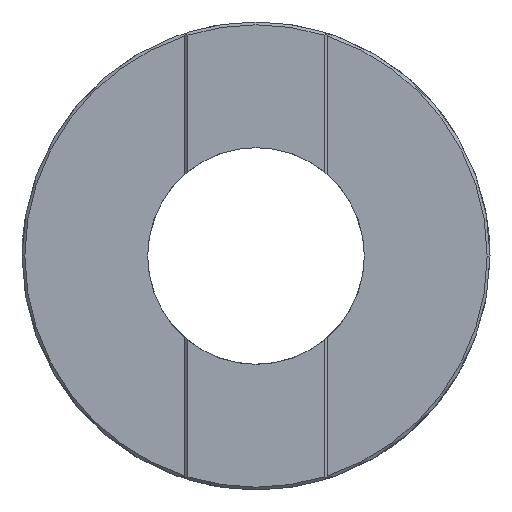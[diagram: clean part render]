
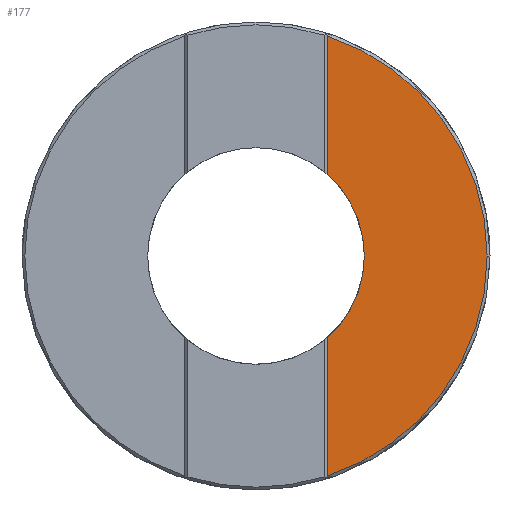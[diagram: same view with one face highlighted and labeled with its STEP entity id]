
A CAD part, left-side view. The second image highlights one B-rep face of the part: STEP entity #177.
In plain terms, the highlighted planar face has unit normal (-1, 0, 0).
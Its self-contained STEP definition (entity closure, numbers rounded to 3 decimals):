
#5 = CARTESIAN_POINT ( 'NONE',  ( 32.994, -9.525, 0. ) ) ;
#8 = LINE ( 'NONE', #690, #13 ) ;
#12 = VECTOR ( 'NONE', #603, 1000. ) ;
#13 = VECTOR ( 'NONE', #695, 1000. ) ;
#24 = LINE ( 'NONE', #582, #12 ) ;
#144 = FACE_OUTER_BOUND ( 'NONE', #1753, .T. ) ;
#177 = ADVANCED_FACE ( 'NONE', ( #144 ), #1287, .T. ) ;
#227 = AXIS2_PLACEMENT_3D ( 'NONE', #351, #1155, #356 ) ;
#276 = VERTEX_POINT ( 'NONE', #549 ) ;
#351 = CARTESIAN_POINT ( 'NONE',  ( 32.994, 0., 0. ) ) ;
#356 = DIRECTION ( 'NONE',  ( 0., -1., 0. ) ) ;
#431 = VERTEX_POINT ( 'NONE', #596 ) ;
#481 = EDGE_CURVE ( 'NONE', #590, #1756, #24, .T. ) ;
#546 = VERTEX_POINT ( 'NONE', #607 ) ;
#549 = CARTESIAN_POINT ( 'NONE',  ( 32.994, -20.32, 0. ) ) ;
#582 = CARTESIAN_POINT ( 'NONE',  ( 32.994, -6.261, -19.331 ) ) ;
#590 = VERTEX_POINT ( 'NONE', #625 ) ;
#596 = CARTESIAN_POINT ( 'NONE',  ( 32.994, -6.261, 7.178 ) ) ;
#603 = DIRECTION ( 'NONE',  ( 0., 0., 1. ) ) ;
#607 = CARTESIAN_POINT ( 'NONE',  ( 32.994, -6.261, 19.331 ) ) ;
#625 = CARTESIAN_POINT ( 'NONE',  ( 32.994, -6.261, -19.331 ) ) ;
#690 = CARTESIAN_POINT ( 'NONE',  ( 32.994, -6.261, -19.331 ) ) ;
#695 = DIRECTION ( 'NONE',  ( 0., 0., 1. ) ) ;
#709 = EDGE_CURVE ( 'NONE', #431, #546, #8, .T. ) ;
#750 = ORIENTED_EDGE ( 'NONE', *, *, #709, .F. ) ;
#751 = ORIENTED_EDGE ( 'NONE', *, *, #1653, .F. ) ;
#752 = CARTESIAN_POINT ( 'NONE',  ( 32.994, 0., 0. ) ) ;
#753 = EDGE_CURVE ( 'NONE', #276, #546, #1814, .T. ) ;
#756 = ORIENTED_EDGE ( 'NONE', *, *, #1392, .F. ) ;
#768 = DIRECTION ( 'NONE',  ( -1., 0., 0. ) ) ;
#774 = ORIENTED_EDGE ( 'NONE', *, *, #481, .F. ) ;
#776 = DIRECTION ( 'NONE',  ( 0., -1., 0. ) ) ;
#778 = ORIENTED_EDGE ( 'NONE', *, *, #1431, .T. ) ;
#779 = ORIENTED_EDGE ( 'NONE', *, *, #753, .T. ) ;
#880 = AXIS2_PLACEMENT_3D ( 'NONE', #1038, #1084, #1336 ) ;
#936 = VERTEX_POINT ( 'NONE', #5 ) ;
#966 = AXIS2_PLACEMENT_3D ( 'NONE', #1601, #1611, #1612 ) ;
#981 = AXIS2_PLACEMENT_3D ( 'NONE', #1485, #1486, #1488 ) ;
#1038 = CARTESIAN_POINT ( 'NONE',  ( 32.994, 0., 0. ) ) ;
#1084 = DIRECTION ( 'NONE',  ( -1., 0., 0. ) ) ;
#1133 = AXIS2_PLACEMENT_3D ( 'NONE', #752, #768, #776 ) ;
#1155 = DIRECTION ( 'NONE',  ( -1., 0., 0. ) ) ;
#1287 = PLANE ( 'NONE',  #227 ) ;
#1330 = CIRCLE ( 'NONE', #880, 9.525 ) ;
#1336 = DIRECTION ( 'NONE',  ( 0., 1., 0. ) ) ;
#1392 = EDGE_CURVE ( 'NONE', #1756, #936, #1582, .T. ) ;
#1429 = CARTESIAN_POINT ( 'NONE',  ( 32.994, -6.261, -7.178 ) ) ;
#1431 = EDGE_CURVE ( 'NONE', #590, #276, #1549, .T. ) ;
#1485 = CARTESIAN_POINT ( 'NONE',  ( 32.994, 0., 0. ) ) ;
#1486 = DIRECTION ( 'NONE',  ( -1., 0., 0. ) ) ;
#1488 = DIRECTION ( 'NONE',  ( 0., 1., 0. ) ) ;
#1549 = CIRCLE ( 'NONE', #966, 20.32 ) ;
#1582 = CIRCLE ( 'NONE', #981, 9.525 ) ;
#1601 = CARTESIAN_POINT ( 'NONE',  ( 32.994, 0., 0. ) ) ;
#1611 = DIRECTION ( 'NONE',  ( -1., 0., 0. ) ) ;
#1612 = DIRECTION ( 'NONE',  ( 0., -1., 0. ) ) ;
#1653 = EDGE_CURVE ( 'NONE', #936, #431, #1330, .T. ) ;
#1753 = EDGE_LOOP ( 'NONE', ( #750, #751, #756, #774, #778, #779 ) ) ;
#1756 = VERTEX_POINT ( 'NONE', #1429 ) ;
#1814 = CIRCLE ( 'NONE', #1133, 20.32 ) ;
